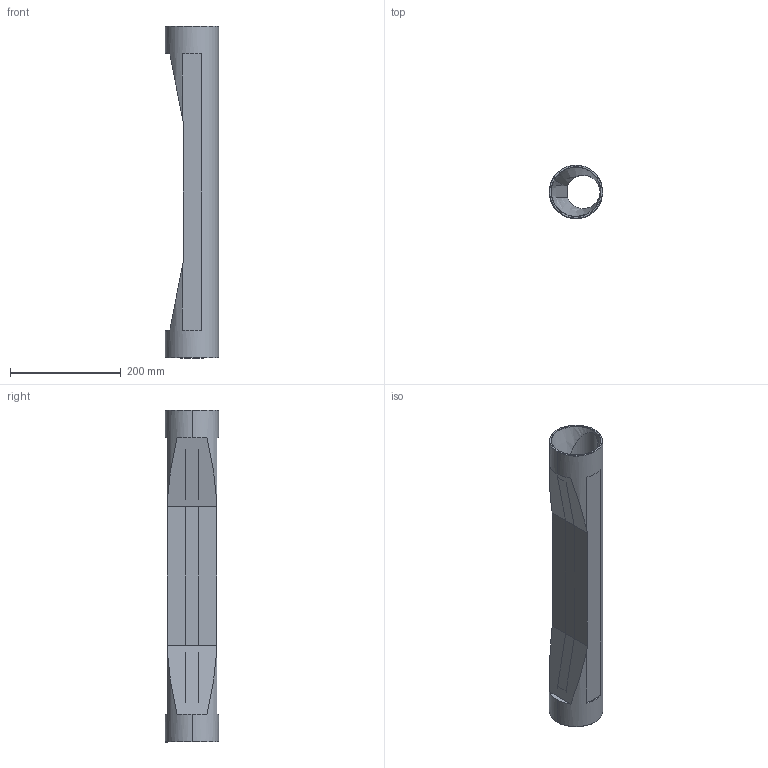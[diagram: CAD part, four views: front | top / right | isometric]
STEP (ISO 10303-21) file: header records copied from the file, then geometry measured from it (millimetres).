
FILE_DESCRIPTION(('CATIA V5 STEP Exchange'),'2;1');
FILE_NAME('Beampipe-EE-V9-0.stp','2014-07-01T14:40:55+00:00',('none'),('none'),'Version 5-6 Release 2013','CATIA V5 STEP AP203','none');
FILE_SCHEMA(('CONFIG_CONTROL_DESIGN'));
Length unit declared in the file: millimetre
Products named in the file (1): Beampipe-EE-V9-0
Bounding box: 96.4 x 96.4 x 600 mm (x, y, z)
Volume: 1399439.8 mm3; surface area: 300752.8 mm2
Topology: 1 solids, 1 shells, 41 faces, 105 edges, 67 vertices
Faces by surface type: plane 26, cone 12, cylinder 3
Entity records: 1454 total; most frequent: CARTESIAN_POINT 496, ORIENTED_EDGE 210, DIRECTION 147, EDGE_CURVE 105, VERTEX_POINT 66, VECTOR 61, LINE 61, AXIS2_PLACEMENT_3D 56
